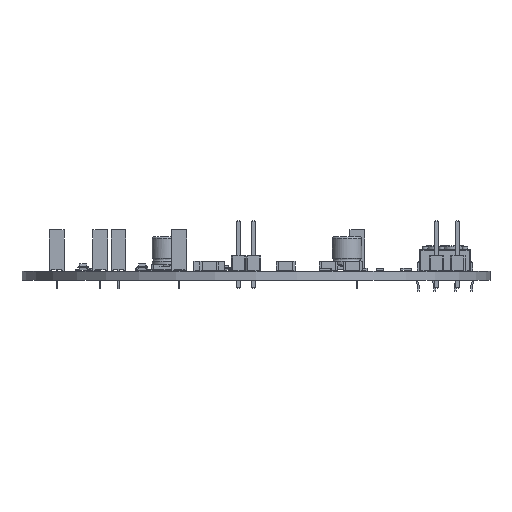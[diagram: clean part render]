
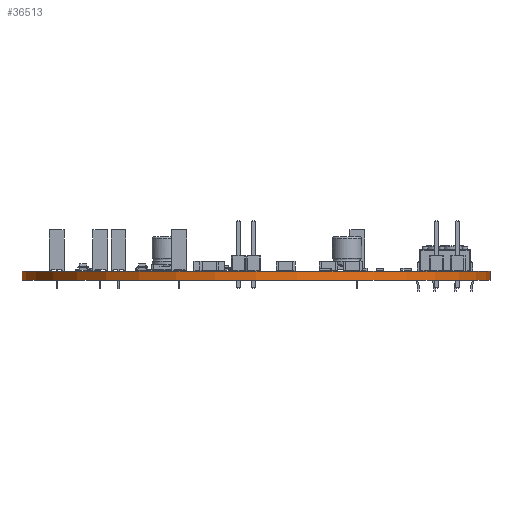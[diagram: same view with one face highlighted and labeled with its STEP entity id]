
A CAD part, front view. The second image highlights one B-rep face of the part: STEP entity #36513.
In plain terms, the highlighted cylindrical face has radius 40 mm (diameter 80 mm), a full revolution.
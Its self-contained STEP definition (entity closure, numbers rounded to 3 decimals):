
#36513 = ADVANCED_FACE('',(#36514),#36541,.T.);
#36514 = FACE_BOUND('',#36515,.F.);
#36515 = EDGE_LOOP('',(#36516,#36526,#36533,#36534));
#36516 = ORIENTED_EDGE('',*,*,#36517,.T.);
#36517 = EDGE_CURVE('',#36518,#36520,#36522,.T.);
#36518 = VERTEX_POINT('',#36519);
#36519 = CARTESIAN_POINT('',(116.75,-140.25,0.));
#36520 = VERTEX_POINT('',#36521);
#36521 = CARTESIAN_POINT('',(116.75,-140.25,1.6));
#36522 = LINE('',#36523,#36524);
#36523 = CARTESIAN_POINT('',(116.75,-140.25,0.));
#36524 = VECTOR('',#36525,1.);
#36525 = DIRECTION('',(0.,0.,1.));
#36526 = ORIENTED_EDGE('',*,*,#36527,.T.);
#36527 = EDGE_CURVE('',#36520,#36520,#36528,.T.);
#36528 = CIRCLE('',#36529,40.);
#36529 = AXIS2_PLACEMENT_3D('',#36530,#36531,#36532);
#36530 = CARTESIAN_POINT('',(76.75,-140.25,1.6));
#36531 = DIRECTION('',(0.,0.,1.));
#36532 = DIRECTION('',(1.,0.,-0.));
#36533 = ORIENTED_EDGE('',*,*,#36517,.F.);
#36534 = ORIENTED_EDGE('',*,*,#36535,.F.);
#36535 = EDGE_CURVE('',#36518,#36518,#36536,.T.);
#36536 = CIRCLE('',#36537,40.);
#36537 = AXIS2_PLACEMENT_3D('',#36538,#36539,#36540);
#36538 = CARTESIAN_POINT('',(76.75,-140.25,0.));
#36539 = DIRECTION('',(0.,0.,1.));
#36540 = DIRECTION('',(1.,0.,-0.));
#36541 = CYLINDRICAL_SURFACE('',#36542,40.);
#36542 = AXIS2_PLACEMENT_3D('',#36543,#36544,#36545);
#36543 = CARTESIAN_POINT('',(76.75,-140.25,0.));
#36544 = DIRECTION('',(-0.,-0.,-1.));
#36545 = DIRECTION('',(1.,0.,-0.));
